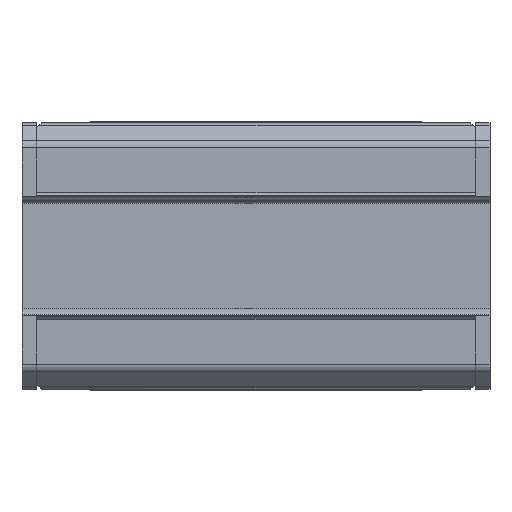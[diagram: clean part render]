
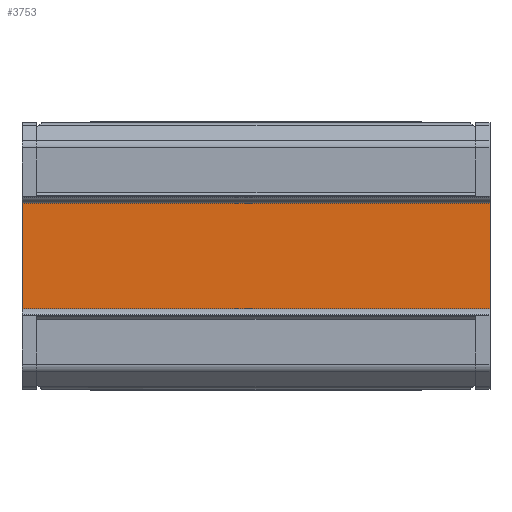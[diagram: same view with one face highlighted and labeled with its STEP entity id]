
A CAD part, front view. The second image highlights one B-rep face of the part: STEP entity #3753.
In plain terms, the highlighted planar face has unit normal (0, -1, 0).
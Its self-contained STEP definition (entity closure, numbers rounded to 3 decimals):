
#55 = CARTESIAN_POINT ( 'NONE',  ( -23.55, 5.5, -5.7 ) ) ;
#127 = VECTOR ( 'NONE', #1878, 1000. ) ;
#136 = AXIS2_PLACEMENT_3D ( 'NONE', #3214, #487, #3232 ) ;
#199 = DIRECTION ( 'NONE',  ( 0., 0., -1. ) ) ;
#258 = VECTOR ( 'NONE', #1339, 1000. ) ;
#370 = CARTESIAN_POINT ( 'NONE',  ( 23.55, 5.5, -5.7 ) ) ;
#473 = DIRECTION ( 'NONE',  ( -1., 0., 0. ) ) ;
#487 = DIRECTION ( 'NONE',  ( 0., -1., 0. ) ) ;
#637 = VECTOR ( 'NONE', #473, 1000. ) ;
#684 = LINE ( 'NONE', #370, #127 ) ;
#779 = PLANE ( 'NONE',  #136 ) ;
#841 = LINE ( 'NONE', #2054, #2177 ) ;
#867 = CARTESIAN_POINT ( 'NONE',  ( -23.55, 5.5, 5.7 ) ) ;
#1091 = EDGE_CURVE ( 'NONE', #1615, #3491, #2222, .T. ) ;
#1339 = DIRECTION ( 'NONE',  ( 1., 0., 0. ) ) ;
#1494 = CARTESIAN_POINT ( 'NONE',  ( 23.55, 5.5, -5.7 ) ) ;
#1572 = ORIENTED_EDGE ( 'NONE', *, *, #3673, .T. ) ;
#1615 = VERTEX_POINT ( 'NONE', #3757 ) ;
#1696 = EDGE_CURVE ( 'NONE', #3928, #1615, #684, .T. ) ;
#1763 = ORIENTED_EDGE ( 'NONE', *, *, #3616, .T. ) ;
#1878 = DIRECTION ( 'NONE',  ( 0., 0., 1. ) ) ;
#2054 = CARTESIAN_POINT ( 'NONE',  ( -23.55, 5.5, -5.7 ) ) ;
#2109 = VERTEX_POINT ( 'NONE', #55 ) ;
#2177 = VECTOR ( 'NONE', #199, 1000. ) ;
#2222 = LINE ( 'NONE', #3166, #637 ) ;
#2296 = FACE_OUTER_BOUND ( 'NONE', #3296, .T. ) ;
#2408 = ORIENTED_EDGE ( 'NONE', *, *, #1696, .T. ) ;
#2475 = CARTESIAN_POINT ( 'NONE',  ( 23.55, 5.5, -5.7 ) ) ;
#2606 = ORIENTED_EDGE ( 'NONE', *, *, #1091, .T. ) ;
#2857 = LINE ( 'NONE', #2475, #258 ) ;
#3166 = CARTESIAN_POINT ( 'NONE',  ( 23.55, 5.5, 5.7 ) ) ;
#3214 = CARTESIAN_POINT ( 'NONE',  ( 23.55, 5.5, -5.7 ) ) ;
#3232 = DIRECTION ( 'NONE',  ( 0., 0., -1. ) ) ;
#3296 = EDGE_LOOP ( 'NONE', ( #2408, #2606, #1572, #1763 ) ) ;
#3491 = VERTEX_POINT ( 'NONE', #867 ) ;
#3616 = EDGE_CURVE ( 'NONE', #2109, #3928, #2857, .T. ) ;
#3673 = EDGE_CURVE ( 'NONE', #3491, #2109, #841, .T. ) ;
#3753 = ADVANCED_FACE ( 'NONE', ( #2296 ), #779, .T. ) ;
#3757 = CARTESIAN_POINT ( 'NONE',  ( 23.55, 5.5, 5.7 ) ) ;
#3928 = VERTEX_POINT ( 'NONE', #1494 ) ;
